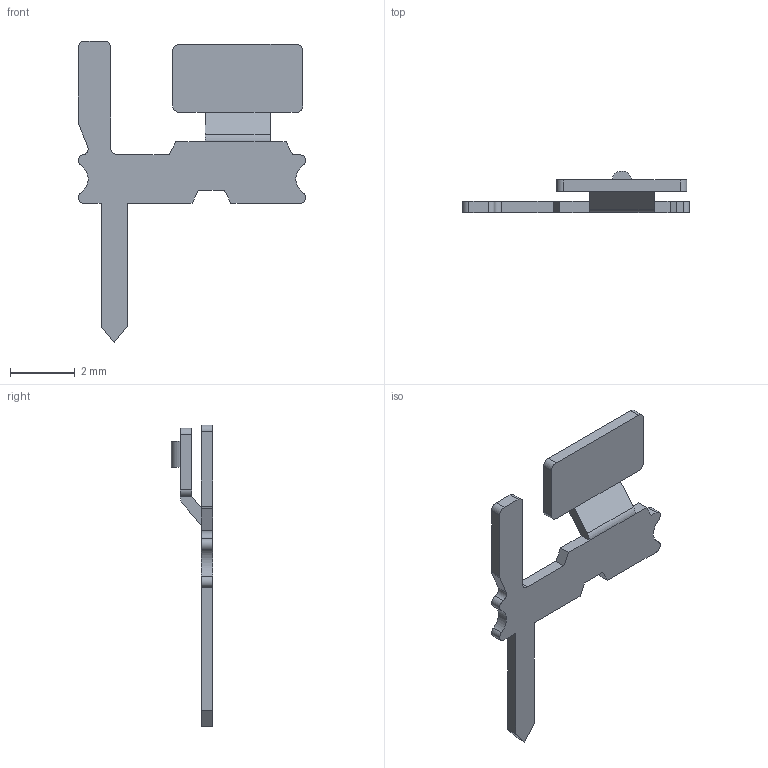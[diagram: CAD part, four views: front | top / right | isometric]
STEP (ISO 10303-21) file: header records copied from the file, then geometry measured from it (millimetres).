
FILE_DESCRIPTION(('FreeCAD Model'),'2;1');
FILE_NAME('Open CASCADE Shape Model','2023-06-26T18:04:42',(''),(''), 'Open CASCADE STEP processor 7.6','FreeCAD','Unknown');
FILE_SCHEMA(('AUTOMOTIVE_DESIGN { 1 0 10303 214 1 1 1 1 }'));
Length unit declared in the file: millimetre
Products named in the file (1): pin2
Bounding box: 7 x 1.27 x 9.3 mm (x, y, z)
Volume: 10 mm3; surface area: 72.2 mm2
Topology: 1 solids, 1 shells, 53 faces, 142 edges, 92 vertices
Faces by surface type: plane 35, cylinder 18
Entity records: 1670 total; most frequent: CARTESIAN_POINT 288, DIRECTION 286, ORIENTED_EDGE 284, EDGE_CURVE 142, LINE 106, VECTOR 106, VERTEX_POINT 92, AXIS2_PLACEMENT_3D 90
